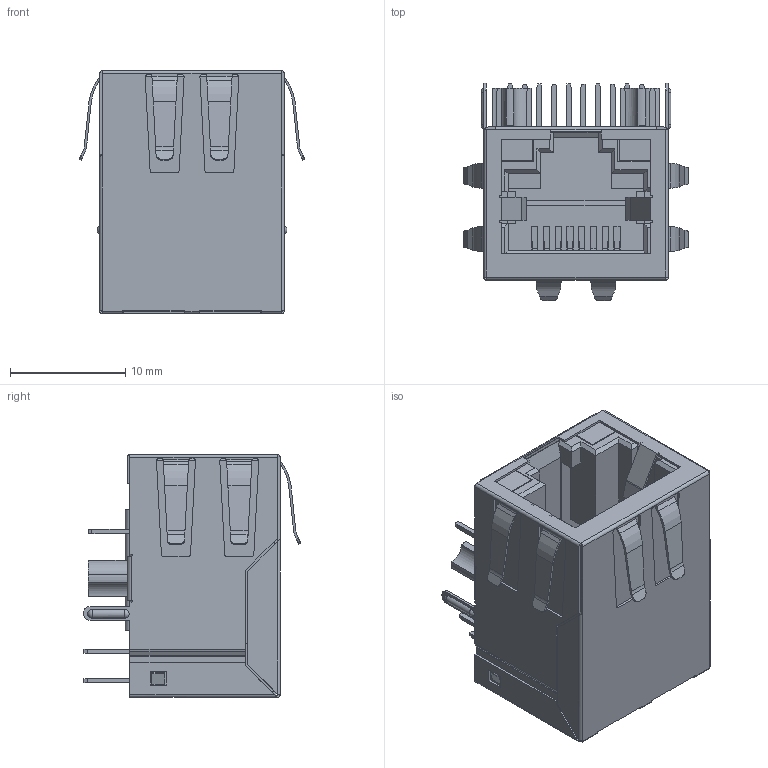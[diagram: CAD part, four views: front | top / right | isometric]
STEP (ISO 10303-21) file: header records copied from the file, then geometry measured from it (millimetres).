
FILE_DESCRIPTION((''),'2;1');
FILE_NAME('_DGKYD111Q009DB2A1D','2022-04-15T16:00:07',('Administrator'),(''),'CREO PARAMETRIC BY PTC INC, 2018400','CREO PARAMETRIC BY PTC INC, 2018400','');
FILE_SCHEMA(('CONFIG_CONTROL_DESIGN'));
Length unit declared in the file: millimetre
Products named in the file (1): _DGKYD111Q009DB2A1D
Bounding box: 19.58 x 18.89 x 21.1 mm (x, y, z)
Volume: 1966.7 mm3; surface area: 6650.1 mm2
Topology: 1 solids, 1 shells, 1354 faces, 4076 edges, 2673 vertices
Faces by surface type: plane 1054, cylinder 232, extrusion 64, sphere 4
Entity records: 48022 total; most frequent: CARTESIAN_POINT 11353, ORIENTED_EDGE 8152, DIRECTION 6890, EDGE_CURVE 4076, VECTOR 3402, LINE 3338, VERTEX_POINT 2673, AXIS2_PLACEMENT_3D 1744
